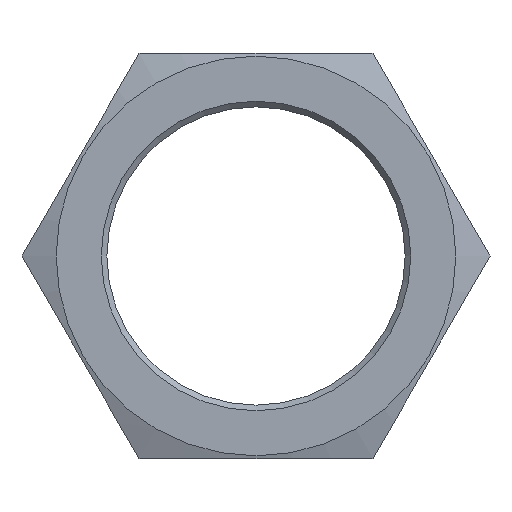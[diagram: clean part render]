
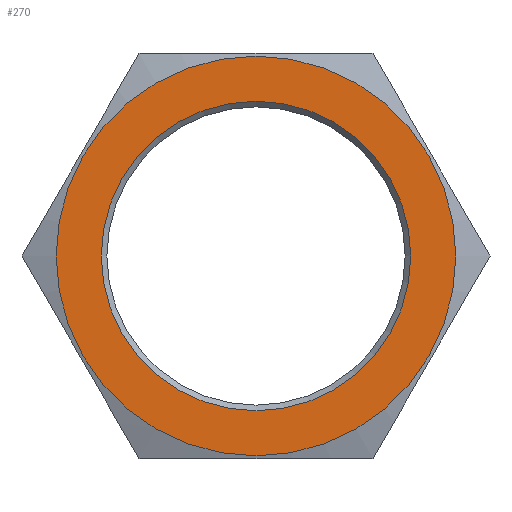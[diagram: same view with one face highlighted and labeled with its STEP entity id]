
A CAD part, left-side view. The second image highlights one B-rep face of the part: STEP entity #270.
In plain terms, the highlighted planar face has unit normal (-1, 0, 0).
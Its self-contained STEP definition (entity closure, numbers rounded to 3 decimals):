
#18=FACE_BOUND('',#60,.T.);
#26=PLANE('',#317);
#41=FACE_OUTER_BOUND('',#59,.T.);
#59=EDGE_LOOP('',(#231));
#60=EDGE_LOOP('',(#232));
#105=CIRCLE('',#300,17.75);
#110=CIRCLE('',#312,13.75);
#130=VERTEX_POINT('',#451);
#136=VERTEX_POINT('',#482);
#155=EDGE_CURVE('',#130,#130,#105,.T.);
#168=EDGE_CURVE('',#136,#136,#110,.T.);
#231=ORIENTED_EDGE('',*,*,#155,.T.);
#232=ORIENTED_EDGE('',*,*,#168,.F.);
#270=ADVANCED_FACE('',(#41,#18),#26,.F.);
#300=AXIS2_PLACEMENT_3D('',#453,#338,#339);
#312=AXIS2_PLACEMENT_3D('',#483,#368,#369);
#317=AXIS2_PLACEMENT_3D('',#493,#380,#381);
#338=DIRECTION('center_axis',(-1.,0.,0.));
#339=DIRECTION('ref_axis',(0.,1.,0.));
#368=DIRECTION('center_axis',(-1.,0.,0.));
#369=DIRECTION('ref_axis',(0.,-1.,0.));
#380=DIRECTION('center_axis',(1.,0.,0.));
#381=DIRECTION('ref_axis',(0.,0.,-1.));
#451=CARTESIAN_POINT('',(-7.75,-17.75,0.));
#453=CARTESIAN_POINT('Origin',(-7.75,0.,0.));
#482=CARTESIAN_POINT('',(-7.75,13.75,0.));
#483=CARTESIAN_POINT('Origin',(-7.75,0.,0.));
#493=CARTESIAN_POINT('Origin',(-7.75,0.,0.));
